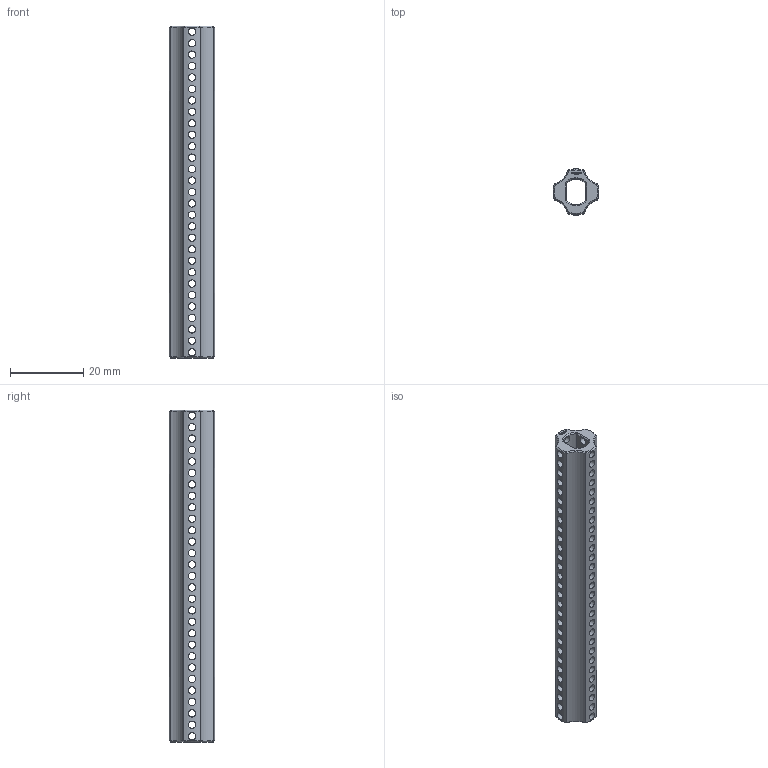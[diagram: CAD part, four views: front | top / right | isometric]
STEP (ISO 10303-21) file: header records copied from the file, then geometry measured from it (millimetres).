
FILE_DESCRIPTION(('FreeCAD Model'),'2;1');
FILE_NAME('Open CASCADE Shape Model','2024-06-16T00:08:58',(''),(''), 'Open CASCADE STEP processor 7.6','FreeCAD','Unknown');
FILE_SCHEMA(('AUTOMOTIVE_DESIGN { 1 0 10303 214 1 1 1 1 }'));
Length unit declared in the file: millimetre
Products named in the file (1): Power-Transmission Hub PLN IDX FXD BU07.25 - SPN-PTH-0029 
(stemfie.org)
Bounding box: 12.5 x 12.5 x 90.62 mm (x, y, z)
Volume: 5407.1 mm3; surface area: 7223.1 mm2
Topology: 1 solids, 1 shells, 622 faces, 1798 edges, 1210 vertices
Faces by surface type: plane 312, extrusion 164, cylinder 126, cone 20
Full cylindrical faces by diameter (mm): 2 x116
Entity records: 29114 total; most frequent: CARTESIAN_POINT 13199, ORIENTED_EDGE 3596, DIRECTION 2442, EDGE_CURVE 1798, VECTOR 1280, VERTEX_POINT 1210, LINE 1116, FACE_BOUND 888
